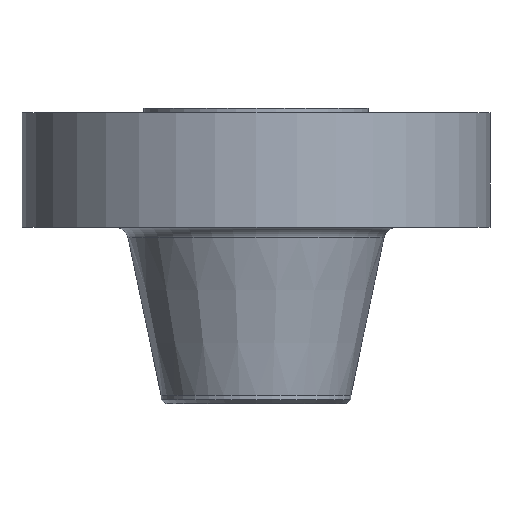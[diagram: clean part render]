
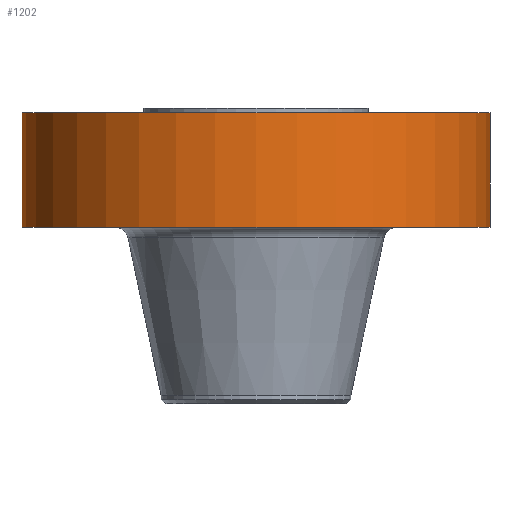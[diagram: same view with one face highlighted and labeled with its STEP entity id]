
A CAD part, front view. The second image highlights one B-rep face of the part: STEP entity #1202.
In plain terms, the highlighted cylindrical face has radius 336.55 mm (diameter 673.1 mm), a partial arc.
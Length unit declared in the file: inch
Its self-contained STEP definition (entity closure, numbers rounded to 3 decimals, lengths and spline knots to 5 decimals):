
#26 = DIRECTION ( 'NONE',  ( 1., 0., 0. ) ) ;
#36 = DIRECTION ( 'NONE',  ( 1., 0., 0. ) ) ;
#195 = CARTESIAN_POINT ( 'NONE',  ( -13.25, 0., -6.75 ) ) ;
#197 = VERTEX_POINT ( 'NONE', #1190 ) ;
#296 = DIRECTION ( 'NONE',  ( 0., 0., 1. ) ) ;
#338 = ORIENTED_EDGE ( 'NONE', *, *, #1385, .T. ) ;
#444 = CARTESIAN_POINT ( 'NONE',  ( -13.25, 0., 0. ) ) ;
#478 = CARTESIAN_POINT ( 'NONE',  ( 0., 0., -6.75 ) ) ;
#497 = AXIS2_PLACEMENT_3D ( 'NONE', #1170, #948, #36 ) ;
#505 = DIRECTION ( 'NONE',  ( 0., 0., 1. ) ) ;
#593 = CIRCLE ( 'NONE', #944, 13.25 ) ;
#606 = EDGE_LOOP ( 'NONE', ( #920, #1066, #338, #883 ) ) ;
#617 = CIRCLE ( 'NONE', #497, 13.25 ) ;
#630 = LINE ( 'NONE', #1069, #872 ) ;
#674 = EDGE_CURVE ( 'NONE', #770, #197, #617, .T. ) ;
#691 = LINE ( 'NONE', #444, #804 ) ;
#723 = EDGE_CURVE ( 'NONE', #832, #1057, #593, .T. ) ;
#770 = VERTEX_POINT ( 'NONE', #866 ) ;
#804 = VECTOR ( 'NONE', #1336, 39.37008 ) ;
#832 = VERTEX_POINT ( 'NONE', #195 ) ;
#866 = CARTESIAN_POINT ( 'NONE',  ( -13.25, 0., -0.25 ) ) ;
#872 = VECTOR ( 'NONE', #296, 39.37008 ) ;
#883 = ORIENTED_EDGE ( 'NONE', *, *, #674, .F. ) ;
#914 = EDGE_CURVE ( 'NONE', #832, #770, #691, .T. ) ;
#920 = ORIENTED_EDGE ( 'NONE', *, *, #914, .F. ) ;
#931 = CYLINDRICAL_SURFACE ( 'NONE', #993, 13.25 ) ;
#944 = AXIS2_PLACEMENT_3D ( 'NONE', #478, #1140, #1382 ) ;
#948 = DIRECTION ( 'NONE',  ( 0., 0., 1. ) ) ;
#993 = AXIS2_PLACEMENT_3D ( 'NONE', #1274, #505, #26 ) ;
#1057 = VERTEX_POINT ( 'NONE', #1324 ) ;
#1066 = ORIENTED_EDGE ( 'NONE', *, *, #723, .T. ) ;
#1069 = CARTESIAN_POINT ( 'NONE',  ( 13.25, 0., 0. ) ) ;
#1140 = DIRECTION ( 'NONE',  ( 0., 0., 1. ) ) ;
#1170 = CARTESIAN_POINT ( 'NONE',  ( 0., 0., -0.25 ) ) ;
#1190 = CARTESIAN_POINT ( 'NONE',  ( 13.25, 0., -0.25 ) ) ;
#1202 = ADVANCED_FACE ( 'NONE', ( #1285 ), #931, .T. ) ;
#1274 = CARTESIAN_POINT ( 'NONE',  ( 0., 0., 0. ) ) ;
#1285 = FACE_OUTER_BOUND ( 'NONE', #606, .T. ) ;
#1324 = CARTESIAN_POINT ( 'NONE',  ( 13.25, 0., -6.75 ) ) ;
#1336 = DIRECTION ( 'NONE',  ( 0., 0., 1. ) ) ;
#1382 = DIRECTION ( 'NONE',  ( 1., 0., 0. ) ) ;
#1385 = EDGE_CURVE ( 'NONE', #1057, #197, #630, .T. ) ;
